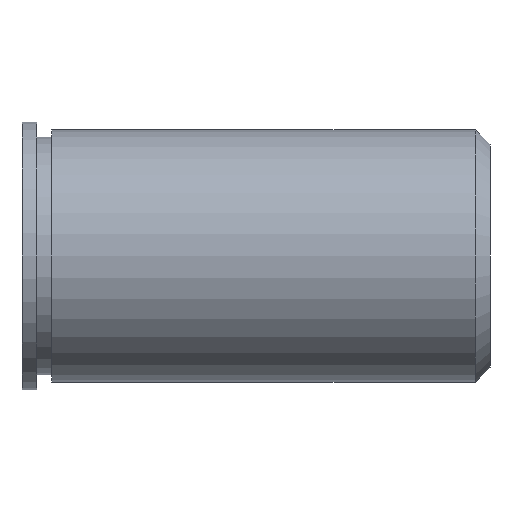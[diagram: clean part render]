
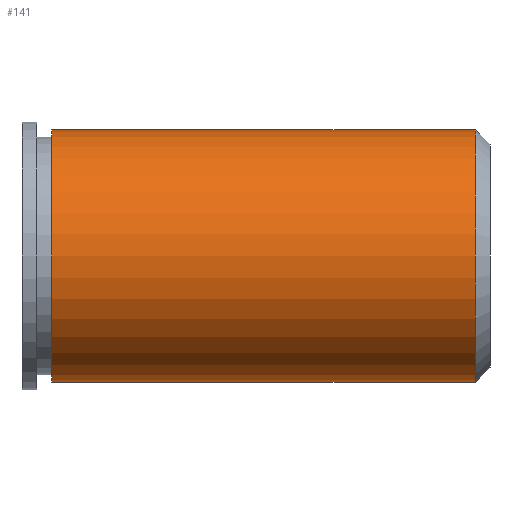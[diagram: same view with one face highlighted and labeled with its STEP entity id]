
A CAD part, front view. The second image highlights one B-rep face of the part: STEP entity #141.
In plain terms, the highlighted cylindrical face has radius 4.318 mm (diameter 8.636 mm), a partial arc.
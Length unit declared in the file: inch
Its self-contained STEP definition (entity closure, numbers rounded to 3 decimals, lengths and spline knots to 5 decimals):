
#8 = EDGE_CURVE ( 'NONE', #44, #51, #188, .T. ) ;
#14 = VERTEX_POINT ( 'NONE', #255 ) ;
#44 = VERTEX_POINT ( 'NONE', #339 ) ;
#45 = VERTEX_POINT ( 'NONE', #338 ) ;
#47 = EDGE_CURVE ( 'NONE', #45, #14, #337, .T. ) ;
#51 = VERTEX_POINT ( 'NONE', #333 ) ;
#140 = EDGE_CURVE ( 'NONE', #45, #44, #641, .T. ) ;
#141 = ADVANCED_FACE ( 'NONE', ( #636 ), #676, .T. ) ;
#142 = EDGE_LOOP ( 'NONE', ( #143, #144, #145, #146 ) ) ;
#143 = ORIENTED_EDGE ( 'NONE', *, *, #47, .F. ) ;
#144 = ORIENTED_EDGE ( 'NONE', *, *, #140, .T. ) ;
#145 = ORIENTED_EDGE ( 'NONE', *, *, #8, .T. ) ;
#146 = ORIENTED_EDGE ( 'NONE', *, *, #191, .F. ) ;
#185 = DIRECTION ( 'NONE',  ( -1., 0., 0. ) ) ;
#186 = VECTOR ( 'NONE', #185, 39.37008 ) ;
#187 = CARTESIAN_POINT ( 'NONE',  ( -0.315, 0., 0.17 ) ) ;
#188 = LINE ( 'NONE', #187, #186 ) ;
#191 = EDGE_CURVE ( 'NONE', #14, #51, #781, .T. ) ;
#255 = CARTESIAN_POINT ( 'NONE',  ( -0.275, 0., -0.17 ) ) ;
#333 = CARTESIAN_POINT ( 'NONE',  ( -0.275, 0., 0.17 ) ) ;
#334 = DIRECTION ( 'NONE',  ( -1., 0., 0. ) ) ;
#335 = VECTOR ( 'NONE', #334, 39.37008 ) ;
#336 = CARTESIAN_POINT ( 'NONE',  ( -0.315, 0., -0.17 ) ) ;
#337 = LINE ( 'NONE', #336, #335 ) ;
#338 = CARTESIAN_POINT ( 'NONE',  ( 0.295, 0., -0.17 ) ) ;
#339 = CARTESIAN_POINT ( 'NONE',  ( 0.295, 0., 0.17 ) ) ;
#636 = FACE_OUTER_BOUND ( 'NONE', #142, .T. ) ;
#637 = DIRECTION ( 'NONE',  ( 0., 0., 1. ) ) ;
#638 = DIRECTION ( 'NONE',  ( -1., 0., 0. ) ) ;
#639 = CARTESIAN_POINT ( 'NONE',  ( 0.295, 0., 0. ) ) ;
#640 = AXIS2_PLACEMENT_3D ( 'NONE', #639, #638, #637 ) ;
#641 = CIRCLE ( 'NONE', #640, 0.17 ) ;
#672 = DIRECTION ( 'NONE',  ( 0., 0., 1. ) ) ;
#673 = DIRECTION ( 'NONE',  ( -1., 0., 0. ) ) ;
#674 = CARTESIAN_POINT ( 'NONE',  ( -0.315, 0., 0. ) ) ;
#675 = AXIS2_PLACEMENT_3D ( 'NONE', #674, #673, #672 ) ;
#676 = CYLINDRICAL_SURFACE ( 'NONE', #675, 0.17 ) ;
#778 = DIRECTION ( 'NONE',  ( 0., 0., 1. ) ) ;
#779 = DIRECTION ( 'NONE',  ( -1., 0., 0. ) ) ;
#780 = AXIS2_PLACEMENT_3D ( 'NONE', #787, #779, #778 ) ;
#781 = CIRCLE ( 'NONE', #780, 0.17 ) ;
#787 = CARTESIAN_POINT ( 'NONE',  ( -0.275, 0., 0. ) ) ;
